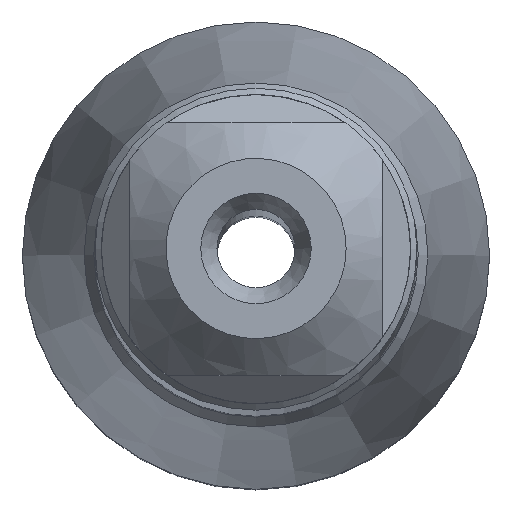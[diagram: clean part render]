
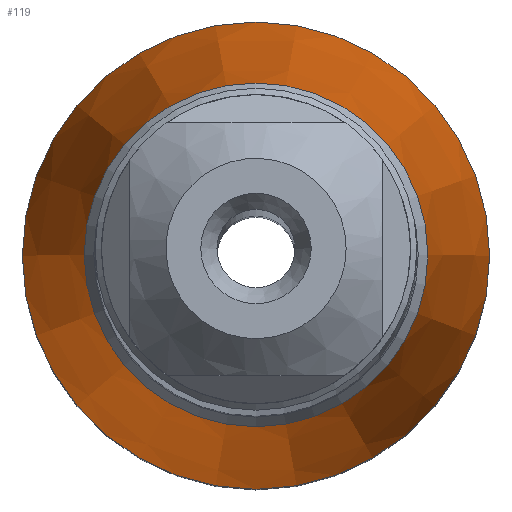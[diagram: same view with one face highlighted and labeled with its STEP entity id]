
A CAD part, top view. The second image highlights one B-rep face of the part: STEP entity #119.
In plain terms, the highlighted conical face has half-angle 8 degrees and reference radius 3.737 mm.
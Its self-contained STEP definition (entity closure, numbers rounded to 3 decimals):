
#96=CONICAL_SURFACE('',#468,3.737,8.);
#119=ADVANCED_FACE('',(#154,#155),#96,.T.);
#154=FACE_BOUND('',#196,.T.);
#155=FACE_BOUND('',#197,.T.);
#196=EDGE_LOOP('',(#276));
#197=EDGE_LOOP('',(#277));
#276=ORIENTED_EDGE('',*,*,#350,.F.);
#277=ORIENTED_EDGE('',*,*,#354,.T.);
#310=VERTEX_POINT('',#719);
#314=VERTEX_POINT('',#730);
#350=EDGE_CURVE('',#310,#310,#370,.T.);
#354=EDGE_CURVE('',#314,#314,#374,.T.);
#370=CIRCLE('',#460,3.737);
#374=CIRCLE('',#467,5.08);
#460=AXIS2_PLACEMENT_3D('',#718,#565,#566);
#467=AXIS2_PLACEMENT_3D('',#729,#579,#580);
#468=AXIS2_PLACEMENT_3D('',#731,#581,#582);
#565=DIRECTION('',(0.,0.,1.));
#566=DIRECTION('',(1.,0.,0.));
#579=DIRECTION('',(0.,0.,1.));
#580=DIRECTION('',(-1.,0.,0.));
#581=DIRECTION('',(0.,0.,-1.));
#582=DIRECTION('',(-1.,0.,0.));
#718=CARTESIAN_POINT('',(0.,0.,-80.));
#719=CARTESIAN_POINT('',(3.737,0.,-80.));
#729=CARTESIAN_POINT('',(0.,0.,-89.557));
#730=CARTESIAN_POINT('',(-5.08,0.,-89.557));
#731=CARTESIAN_POINT('',(0.,0.,-80.));
